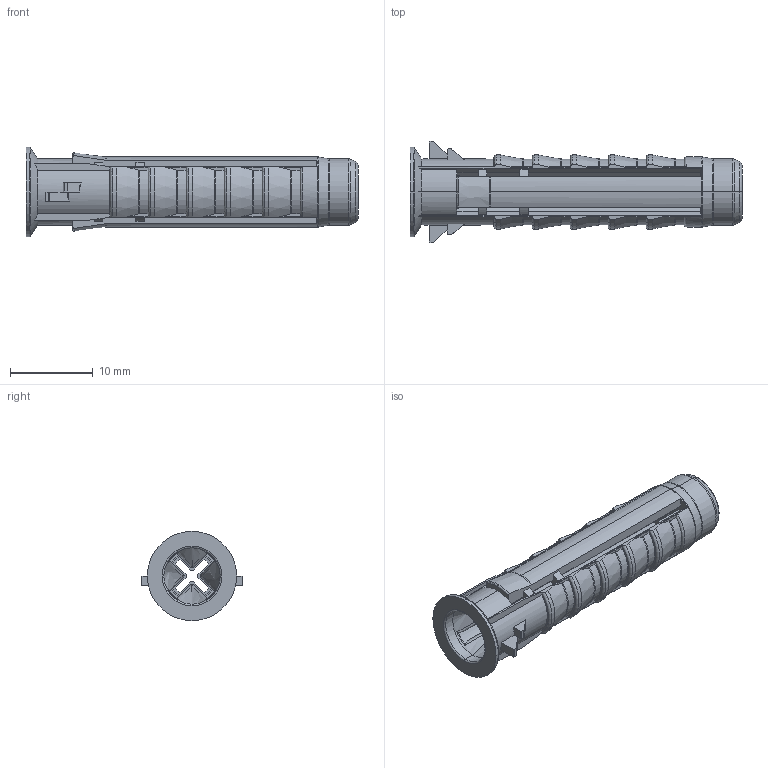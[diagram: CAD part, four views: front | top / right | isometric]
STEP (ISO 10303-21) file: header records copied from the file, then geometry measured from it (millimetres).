
FILE_DESCRIPTION (( 'STEP AP203' ), '1' );
FILE_NAME ('Tassello D8.STEP', '2024-05-15T15:06:44', ( '' ), ( '' ), 'SwSTEP 2.0', 'SolidWorks 2022', '' );
FILE_SCHEMA (( 'CONFIG_CONTROL_DESIGN' ));
Length unit declared in the file: millimetre
Products named in the file (1): Tassello D8
Bounding box: 40.16 x 12.3 x 10.8 mm (x, y, z)
Volume: 1520 mm3; surface area: 2280.2 mm2
Topology: 1 solids, 1 shells, 296 faces, 904 edges, 589 vertices
Faces by surface type: plane 119, cylinder 98, torus 43, cone 20, bspline 12, sphere 4
Entity records: 10906 total; most frequent: CARTESIAN_POINT 2866, ORIENTED_EDGE 1808, DIRECTION 1578, EDGE_CURVE 904, VERTEX_POINT 589, AXIS2_PLACEMENT_3D 576, VECTOR 426, LINE 426
